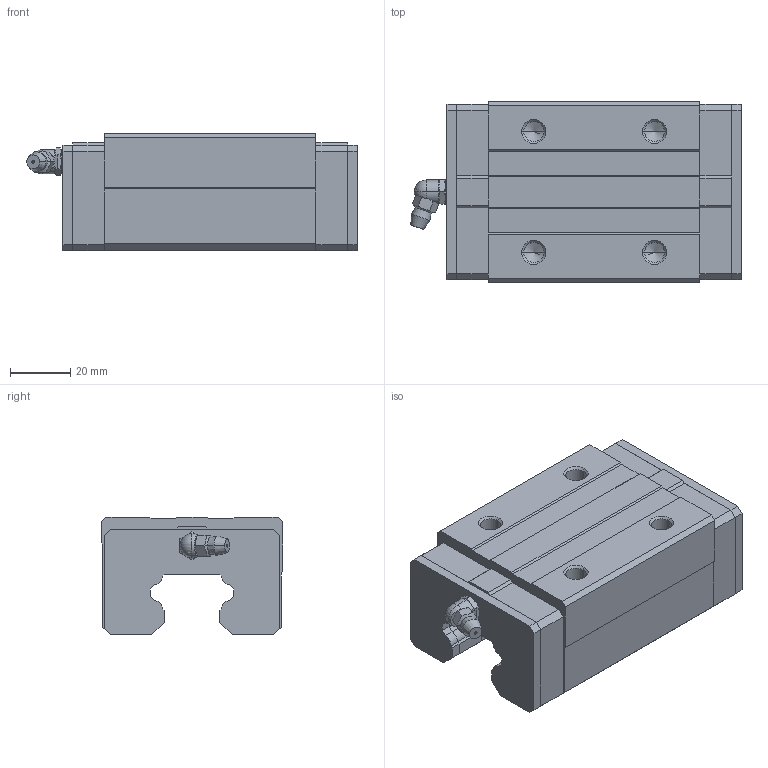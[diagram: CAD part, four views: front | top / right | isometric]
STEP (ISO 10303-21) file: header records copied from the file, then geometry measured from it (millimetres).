
FILE_DESCRIPTION(('starvars output'),'2;1');
FILE_NAME('cv20170621210624000004312.stp','21:06:25 2017/06/21',( 'Thomas Industrial Network Germany GmbH'),( 'Thomas Industrial Network Germany GmbH'),'unknown preprocess','ACIS' ,'unknown authorization');
FILE_SCHEMA(('CONFIG_CONTROL_DESIGN {UNKNOWN IMPLEMENTATION LEVEL}'));
Length unit declared in the file: millimetre
Products named in the file (1): PRODUCT_ID_1
Bounding box: 109.4 x 60 x 39 mm (x, y, z)
Volume: 171071.5 mm3; surface area: 41431.7 mm2
Topology: 1 solids, 3 shells, 277 faces, 734 edges, 466 vertices
Faces by surface type: plane 172, cylinder 55, cone 46, sphere 4
Entity records: 7745 total; most frequent: ORIENTED_EDGE 1444, CARTESIAN_POINT 1402, DIRECTION 1113, EDGE_CURVE 722, VECTOR 507, LINE 507, VERTEX_POINT 466, AXIS2_PLACEMENT_3D 303
